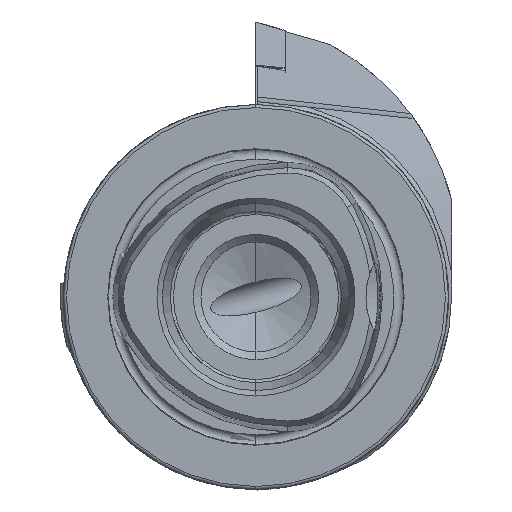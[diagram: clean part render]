
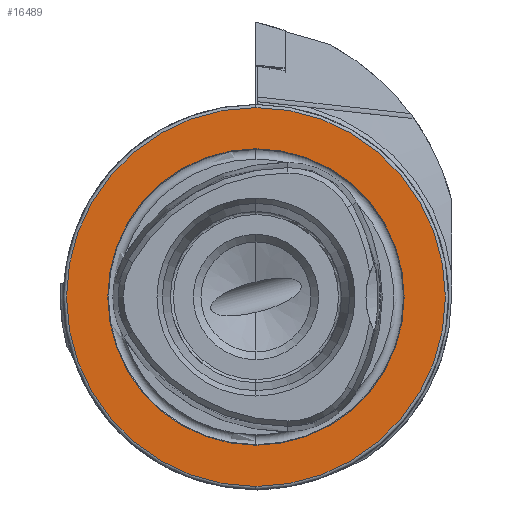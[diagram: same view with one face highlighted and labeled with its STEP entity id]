
A CAD part, left-side view. The second image highlights one B-rep face of the part: STEP entity #16489.
In plain terms, the highlighted planar face has unit normal (-1, 0, 0).
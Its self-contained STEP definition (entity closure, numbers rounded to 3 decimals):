
#6 = CARTESIAN_POINT ( 'NONE',  ( 0., 0., -31. ) ) ;
#385 = VERTEX_POINT ( 'NONE', #15349 ) ;
#604 = ORIENTED_EDGE ( 'NONE', *, *, #7066, .F. ) ;
#1309 = DIRECTION ( 'NONE',  ( 0., 0., 1. ) ) ;
#1720 = ORIENTED_EDGE ( 'NONE', *, *, #6817, .F. ) ;
#2438 = PLANE ( 'NONE',  #17087 ) ;
#2957 = CIRCLE ( 'NONE', #11429, 24.25 ) ;
#3110 = VERTEX_POINT ( 'NONE', #6 ) ;
#3550 = AXIS2_PLACEMENT_3D ( 'NONE', #17477, #8725, #18985 ) ;
#3944 = DIRECTION ( 'NONE',  ( 1., 0., 0. ) ) ;
#5077 = DIRECTION ( 'NONE',  ( -1., 0., 0. ) ) ;
#5150 = EDGE_CURVE ( 'NONE', #3110, #19163, #10232, .T. ) ;
#5490 = CIRCLE ( 'NONE', #3550, 31. ) ;
#6817 = EDGE_CURVE ( 'NONE', #13224, #385, #2957, .T. ) ;
#7066 = EDGE_CURVE ( 'NONE', #385, #13224, #16000, .T. ) ;
#8460 = EDGE_LOOP ( 'NONE', ( #15156, #12154 ) ) ;
#8725 = DIRECTION ( 'NONE',  ( -1., 0., 0. ) ) ;
#8999 = CARTESIAN_POINT ( 'NONE',  ( 0., 0., 0. ) ) ;
#9109 = AXIS2_PLACEMENT_3D ( 'NONE', #13987, #5077, #15458 ) ;
#10232 = CIRCLE ( 'NONE', #16183, 31. ) ;
#10354 = EDGE_CURVE ( 'NONE', #19163, #3110, #5490, .T. ) ;
#10355 = DIRECTION ( 'NONE',  ( -1., 0., 0. ) ) ;
#10491 = DIRECTION ( 'NONE',  ( 0., 0., 1. ) ) ;
#11429 = AXIS2_PLACEMENT_3D ( 'NONE', #19132, #10355, #1309 ) ;
#12154 = ORIENTED_EDGE ( 'NONE', *, *, #5150, .T. ) ;
#13224 = VERTEX_POINT ( 'NONE', #13604 ) ;
#13604 = CARTESIAN_POINT ( 'NONE',  ( 0., 0., -24.25 ) ) ;
#13913 = FACE_OUTER_BOUND ( 'NONE', #8460, .T. ) ;
#13987 = CARTESIAN_POINT ( 'NONE',  ( 0., 0., 0. ) ) ;
#14317 = CARTESIAN_POINT ( 'NONE',  ( 0., 24.25, 0. ) ) ;
#14364 = FACE_BOUND ( 'NONE', #17967, .T. ) ;
#14389 = DIRECTION ( 'NONE',  ( 0., 0., -1. ) ) ;
#15156 = ORIENTED_EDGE ( 'NONE', *, *, #10354, .T. ) ;
#15349 = CARTESIAN_POINT ( 'NONE',  ( 0., 0., 24.25 ) ) ;
#15458 = DIRECTION ( 'NONE',  ( 0., 0., 1. ) ) ;
#16000 = CIRCLE ( 'NONE', #9109, 24.25 ) ;
#16183 = AXIS2_PLACEMENT_3D ( 'NONE', #8999, #19273, #10491 ) ;
#16489 = ADVANCED_FACE ( 'NONE', ( #14364, #13913 ), #2438, .F. ) ;
#17087 = AXIS2_PLACEMENT_3D ( 'NONE', #14317, #3944, #14389 ) ;
#17477 = CARTESIAN_POINT ( 'NONE',  ( 0., 0., 0. ) ) ;
#17967 = EDGE_LOOP ( 'NONE', ( #604, #1720 ) ) ;
#18584 = CARTESIAN_POINT ( 'NONE',  ( 0., 0., 31. ) ) ;
#18985 = DIRECTION ( 'NONE',  ( 0., 0., 1. ) ) ;
#19132 = CARTESIAN_POINT ( 'NONE',  ( 0., 0., 0. ) ) ;
#19163 = VERTEX_POINT ( 'NONE', #18584 ) ;
#19273 = DIRECTION ( 'NONE',  ( -1., 0., 0. ) ) ;
